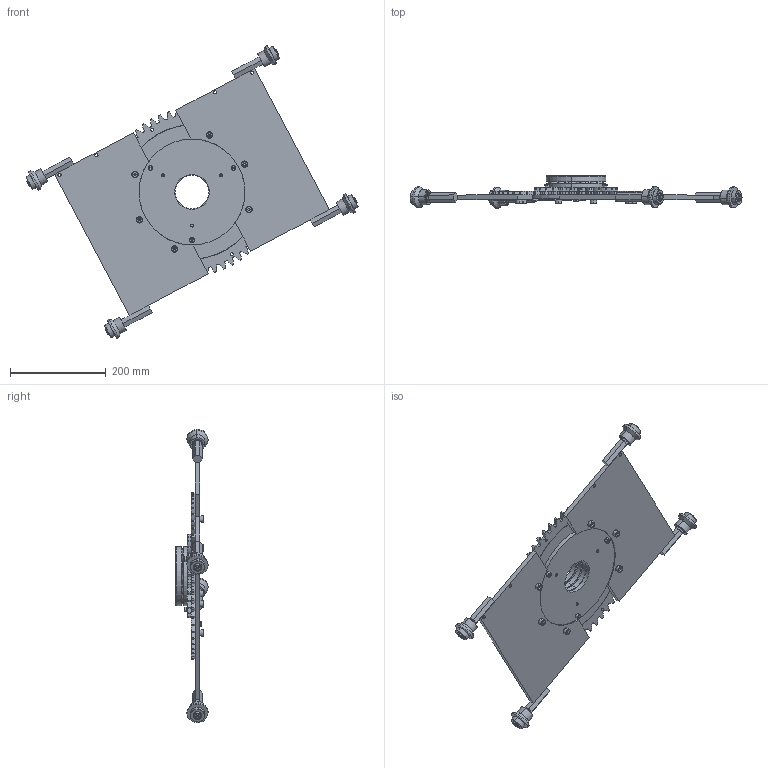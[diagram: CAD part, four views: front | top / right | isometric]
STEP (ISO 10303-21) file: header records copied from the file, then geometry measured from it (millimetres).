
FILE_DESCRIPTION (( 'STEP AP203' ), '1' );
FILE_NAME ('Tavola Base.STEP', '2020-03-01T10:36:54', ( '' ), ( '' ), 'SwSTEP 2.0', 'SolidWorks 2013', '' );
FILE_SCHEMA (( 'CONFIG_CONTROL_DESIGN' ));
Length unit declared in the file: millimetre
Products named in the file (21): Tavola Base Base Ruota; Tavola Base Perno Smontabile; M6-56; _51314_PART1_2; socket head cap screw_iso_ISO 4762 M8 x 12 --- 12N; Tavola Base Anello Tappo^Tavola Base; _51314_PART2_4; Tavola Base; socket head cap screw_iso_ISO 4762 M8 x 16 --- 16N; _51314_PART3_6; socket head cap screw_iso_ISO 4762 M6 x 25 --- 25N; _51314_PART4_8; socket head cap screw_iso_ISO 4762 M6 x 16 --- 16N; 51314; _NK_15_20_PART1_2; Tavola Base Perno Ruota; _NK_15_20_PART2_4; Tavola Ruota; Tavola Base Anello; NK_15_20; M6-27
Assembly tree (64 placements, depth 3):
  Tavola Base
    Tavola Base Anello
    Tavola Base Base Ruota  x2
    51314
      _51314_PART1_2
      _51314_PART2_4
      _51314_PART3_6
      _51314_PART4_8  x12
    Tavola Base Perno Ruota  x4
    Tavola Ruota  x4
    M6-27
    M6-56
    Tavola Base Anello Tappo^Tavola Base
    socket head cap screw_iso_ISO 4762 M8 x 16 --- 16N  x6
    socket head cap screw_iso_ISO 4762 M6 x 25 --- 25N  x3
    socket head cap screw_iso_ISO 4762 M6 x 16 --- 16N  x3
    NK_15_20
      _NK_15_20_PART1_2
      _NK_15_20_PART2_4  x12
    Tavola Base Perno Smontabile  x4
    socket head cap screw_iso_ISO 4762 M8 x 12 --- 12N  x4
Bounding box: 692.33 x 66.86 x 611.56 mm (x, y, z)
Volume: 2457252.1 mm3; surface area: 698943.4 mm2
Topology: 62 solids, 62 shells, 1317 faces, 3187 edges, 1963 vertices
Faces by surface type: cylinder 655, plane 364, torus 138, cone 136, sphere 24
Entity records: 26275 total; most frequent: DIRECTION 4486, CARTESIAN_POINT 4071, ORIENTED_EDGE 3692, AXIS2_PLACEMENT_3D 1905, EDGE_CURVE 1846, VERTEX_POINT 1198, CIRCLE 1134, EDGE_LOOP 834
